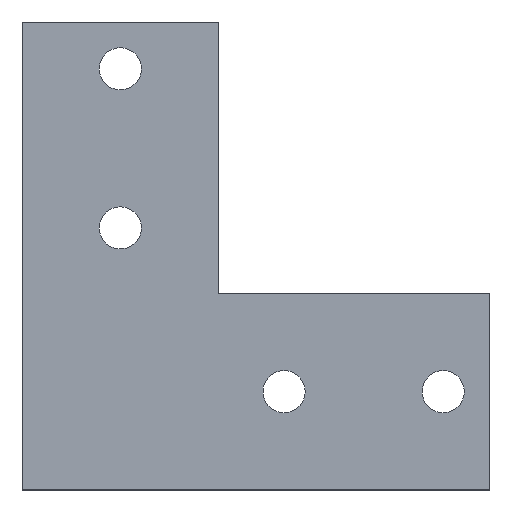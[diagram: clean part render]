
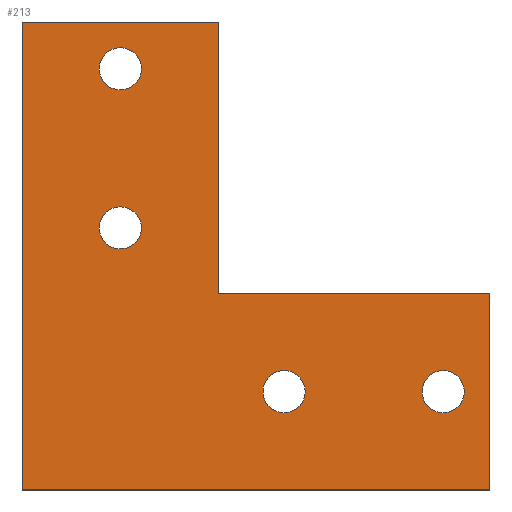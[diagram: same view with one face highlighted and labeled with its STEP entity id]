
A CAD part, top view. The second image highlights one B-rep face of the part: STEP entity #213.
In plain terms, the highlighted planar face has unit normal (0, 0, 1).
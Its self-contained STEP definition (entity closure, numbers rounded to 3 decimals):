
#4 = DIRECTION ( 'NONE',  ( 1., 0., 0. ) ) ;
#27 = VERTEX_POINT ( 'NONE', #389 ) ;
#36 = DIRECTION ( 'NONE',  ( 0., 0., 1. ) ) ;
#38 = DIRECTION ( 'NONE',  ( 0., 0., 1. ) ) ;
#39 = VECTOR ( 'NONE', #138, 1000. ) ;
#42 = DIRECTION ( 'NONE',  ( 0., 0., 1. ) ) ;
#43 = CARTESIAN_POINT ( 'NONE',  ( 100., 0., 3. ) ) ;
#44 = PLANE ( 'NONE',  #128 ) ;
#77 = ORIENTED_EDGE ( 'NONE', *, *, #536, .F. ) ;
#86 = DIRECTION ( 'NONE',  ( 1., 0., 0. ) ) ;
#92 = DIRECTION ( 'NONE',  ( 1., 0., 0. ) ) ;
#93 = VERTEX_POINT ( 'NONE', #292 ) ;
#99 = EDGE_CURVE ( 'NONE', #270, #471, #421, .T. ) ;
#101 = EDGE_CURVE ( 'NONE', #483, #244, #463, .T. ) ;
#104 = CARTESIAN_POINT ( 'NONE',  ( 0., 0., 3. ) ) ;
#107 = AXIS2_PLACEMENT_3D ( 'NONE', #326, #510, #423 ) ;
#111 = CARTESIAN_POINT ( 'NONE',  ( 90., 21., 3. ) ) ;
#114 = AXIS2_PLACEMENT_3D ( 'NONE', #414, #36, #86 ) ;
#118 = ORIENTED_EDGE ( 'NONE', *, *, #196, .F. ) ;
#120 = LINE ( 'NONE', #124, #408 ) ;
#124 = CARTESIAN_POINT ( 'NONE',  ( 0., 0., 3. ) ) ;
#126 = VERTEX_POINT ( 'NONE', #43 ) ;
#128 = AXIS2_PLACEMENT_3D ( 'NONE', #104, #524, #92 ) ;
#134 = DIRECTION ( 'NONE',  ( 1., 0., 0. ) ) ;
#136 = CARTESIAN_POINT ( 'NONE',  ( 56., 21., 3. ) ) ;
#138 = DIRECTION ( 'NONE',  ( 0., 1., 0. ) ) ;
#142 = CIRCLE ( 'NONE', #595, 4.5 ) ;
#151 = ORIENTED_EDGE ( 'NONE', *, *, #166, .F. ) ;
#154 = CARTESIAN_POINT ( 'NONE',  ( 94.5, 21., 3. ) ) ;
#155 = EDGE_CURVE ( 'NONE', #404, #270, #182, .T. ) ;
#159 = CARTESIAN_POINT ( 'NONE',  ( 100., 42., 3. ) ) ;
#163 = CIRCLE ( 'NONE', #107, 4.5 ) ;
#165 = CARTESIAN_POINT ( 'NONE',  ( 42., 100., 3. ) ) ;
#166 = EDGE_CURVE ( 'NONE', #215, #93, #248, .T. ) ;
#167 = EDGE_CURVE ( 'NONE', #263, #207, #163, .T. ) ;
#168 = DIRECTION ( 'NONE',  ( 1., 0., 0. ) ) ;
#173 = CARTESIAN_POINT ( 'NONE',  ( 100., 0., 3. ) ) ;
#179 = DIRECTION ( 'NONE',  ( -1., 0., 0. ) ) ;
#180 = EDGE_LOOP ( 'NONE', ( #436, #118 ) ) ;
#182 = LINE ( 'NONE', #411, #559 ) ;
#186 = EDGE_CURVE ( 'NONE', #207, #263, #578, .T. ) ;
#191 = EDGE_CURVE ( 'NONE', #27, #279, #539, .T. ) ;
#196 = EDGE_CURVE ( 'NONE', #244, #483, #505, .T. ) ;
#199 = ORIENTED_EDGE ( 'NONE', *, *, #588, .F. ) ;
#201 = CARTESIAN_POINT ( 'NONE',  ( 60.5, 21., 3. ) ) ;
#202 = EDGE_LOOP ( 'NONE', ( #527, #199 ) ) ;
#207 = VERTEX_POINT ( 'NONE', #242 ) ;
#213 = ADVANCED_FACE ( 'NONE', ( #278, #455, #231, #555, #324 ), #44, .T. ) ;
#214 = CARTESIAN_POINT ( 'NONE',  ( 16.5, 56., 3. ) ) ;
#215 = VERTEX_POINT ( 'NONE', #154 ) ;
#216 = CARTESIAN_POINT ( 'NONE',  ( 16.5, 90., 3. ) ) ;
#220 = CARTESIAN_POINT ( 'NONE',  ( 0., 0., 3. ) ) ;
#221 = CARTESIAN_POINT ( 'NONE',  ( 42., 100., 3. ) ) ;
#224 = DIRECTION ( 'NONE',  ( 0., -1., 0. ) ) ;
#227 = AXIS2_PLACEMENT_3D ( 'NONE', #111, #394, #168 ) ;
#231 = FACE_OUTER_BOUND ( 'NONE', #425, .T. ) ;
#233 = CARTESIAN_POINT ( 'NONE',  ( 42., 42., 3. ) ) ;
#237 = DIRECTION ( 'NONE',  ( 1., 0., 0. ) ) ;
#238 = CIRCLE ( 'NONE', #227, 4.5 ) ;
#242 = CARTESIAN_POINT ( 'NONE',  ( 25.5, 56., 3. ) ) ;
#244 = VERTEX_POINT ( 'NONE', #575 ) ;
#245 = CARTESIAN_POINT ( 'NONE',  ( 90., 21., 3. ) ) ;
#248 = CIRCLE ( 'NONE', #322, 4.5 ) ;
#249 = ORIENTED_EDGE ( 'NONE', *, *, #167, .F. ) ;
#263 = VERTEX_POINT ( 'NONE', #214 ) ;
#265 = DIRECTION ( 'NONE',  ( -1., 0., 0. ) ) ;
#267 = VECTOR ( 'NONE', #265, 1000. ) ;
#270 = VERTEX_POINT ( 'NONE', #433 ) ;
#278 = FACE_BOUND ( 'NONE', #202, .T. ) ;
#279 = VERTEX_POINT ( 'NONE', #201 ) ;
#291 = DIRECTION ( 'NONE',  ( 1., 0., 0. ) ) ;
#292 = CARTESIAN_POINT ( 'NONE',  ( 85.5, 21., 3. ) ) ;
#304 = ORIENTED_EDGE ( 'NONE', *, *, #186, .F. ) ;
#311 = VECTOR ( 'NONE', #224, 1000. ) ;
#315 = LINE ( 'NONE', #173, #346 ) ;
#322 = AXIS2_PLACEMENT_3D ( 'NONE', #245, #465, #330 ) ;
#324 = FACE_BOUND ( 'NONE', #516, .T. ) ;
#326 = CARTESIAN_POINT ( 'NONE',  ( 21., 56., 3. ) ) ;
#327 = ORIENTED_EDGE ( 'NONE', *, *, #155, .T. ) ;
#330 = DIRECTION ( 'NONE',  ( 1., 0., 0. ) ) ;
#333 = DIRECTION ( 'NONE',  ( 0., 0., 1. ) ) ;
#339 = ORIENTED_EDGE ( 'NONE', *, *, #415, .T. ) ;
#346 = VECTOR ( 'NONE', #358, 1000. ) ;
#356 = ORIENTED_EDGE ( 'NONE', *, *, #552, .T. ) ;
#358 = DIRECTION ( 'NONE',  ( 0., 1., 0. ) ) ;
#364 = EDGE_CURVE ( 'NONE', #126, #404, #315, .T. ) ;
#389 = CARTESIAN_POINT ( 'NONE',  ( 51.5, 21., 3. ) ) ;
#392 = EDGE_LOOP ( 'NONE', ( #249, #304 ) ) ;
#394 = DIRECTION ( 'NONE',  ( 0., 0., 1. ) ) ;
#399 = AXIS2_PLACEMENT_3D ( 'NONE', #418, #503, #4 ) ;
#404 = VERTEX_POINT ( 'NONE', #159 ) ;
#405 = LINE ( 'NONE', #492, #311 ) ;
#407 = VERTEX_POINT ( 'NONE', #220 ) ;
#408 = VECTOR ( 'NONE', #291, 1000. ) ;
#411 = CARTESIAN_POINT ( 'NONE',  ( 100., 42., 3. ) ) ;
#412 = ORIENTED_EDGE ( 'NONE', *, *, #364, .T. ) ;
#414 = CARTESIAN_POINT ( 'NONE',  ( 21., 90., 3. ) ) ;
#415 = EDGE_CURVE ( 'NONE', #471, #416, #491, .T. ) ;
#416 = VERTEX_POINT ( 'NONE', #585 ) ;
#418 = CARTESIAN_POINT ( 'NONE',  ( 56., 21., 3. ) ) ;
#420 = DIRECTION ( 'NONE',  ( 1., 0., 0. ) ) ;
#421 = LINE ( 'NONE', #233, #39 ) ;
#423 = DIRECTION ( 'NONE',  ( 1., 0., 0. ) ) ;
#425 = EDGE_LOOP ( 'NONE', ( #339, #356, #476, #412, #327, #456 ) ) ;
#433 = CARTESIAN_POINT ( 'NONE',  ( 42., 42., 3. ) ) ;
#436 = ORIENTED_EDGE ( 'NONE', *, *, #101, .F. ) ;
#455 = FACE_BOUND ( 'NONE', #180, .T. ) ;
#456 = ORIENTED_EDGE ( 'NONE', *, *, #99, .T. ) ;
#460 = CARTESIAN_POINT ( 'NONE',  ( 21., 56., 3. ) ) ;
#463 = CIRCLE ( 'NONE', #114, 4.5 ) ;
#465 = DIRECTION ( 'NONE',  ( 0., 0., 1. ) ) ;
#471 = VERTEX_POINT ( 'NONE', #221 ) ;
#476 = ORIENTED_EDGE ( 'NONE', *, *, #574, .T. ) ;
#483 = VERTEX_POINT ( 'NONE', #216 ) ;
#491 = LINE ( 'NONE', #165, #267 ) ;
#492 = CARTESIAN_POINT ( 'NONE',  ( 0., 100., 3. ) ) ;
#503 = DIRECTION ( 'NONE',  ( 0., 0., 1. ) ) ;
#505 = CIRCLE ( 'NONE', #586, 4.5 ) ;
#510 = DIRECTION ( 'NONE',  ( 0., 0., 1. ) ) ;
#516 = EDGE_LOOP ( 'NONE', ( #77, #151 ) ) ;
#517 = AXIS2_PLACEMENT_3D ( 'NONE', #460, #38, #237 ) ;
#524 = DIRECTION ( 'NONE',  ( 0., 0., 1. ) ) ;
#527 = ORIENTED_EDGE ( 'NONE', *, *, #191, .F. ) ;
#536 = EDGE_CURVE ( 'NONE', #93, #215, #238, .T. ) ;
#539 = CIRCLE ( 'NONE', #399, 4.5 ) ;
#552 = EDGE_CURVE ( 'NONE', #416, #407, #405, .T. ) ;
#555 = FACE_BOUND ( 'NONE', #392, .T. ) ;
#559 = VECTOR ( 'NONE', #179, 1000. ) ;
#566 = CARTESIAN_POINT ( 'NONE',  ( 21., 90., 3. ) ) ;
#574 = EDGE_CURVE ( 'NONE', #407, #126, #120, .T. ) ;
#575 = CARTESIAN_POINT ( 'NONE',  ( 25.5, 90., 3. ) ) ;
#578 = CIRCLE ( 'NONE', #517, 4.5 ) ;
#585 = CARTESIAN_POINT ( 'NONE',  ( 0., 100., 3. ) ) ;
#586 = AXIS2_PLACEMENT_3D ( 'NONE', #566, #42, #134 ) ;
#588 = EDGE_CURVE ( 'NONE', #279, #27, #142, .T. ) ;
#595 = AXIS2_PLACEMENT_3D ( 'NONE', #136, #333, #420 ) ;
